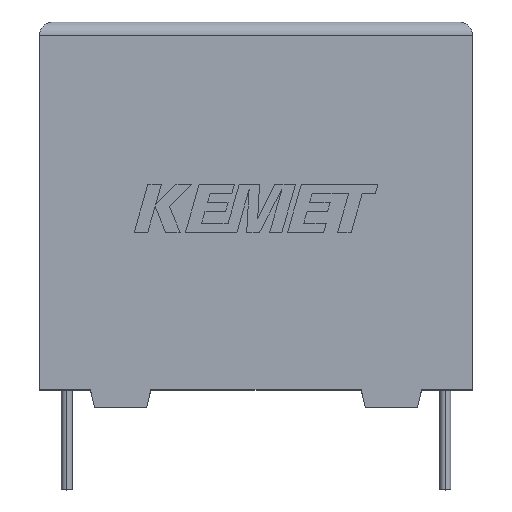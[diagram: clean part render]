
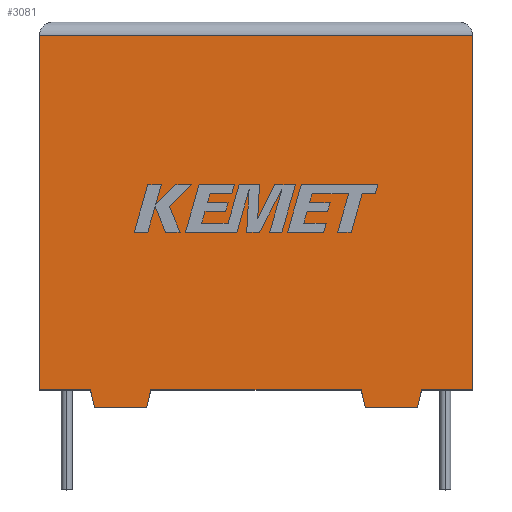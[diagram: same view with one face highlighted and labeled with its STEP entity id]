
A CAD part, top view. The second image highlights one B-rep face of the part: STEP entity #3081.
In plain terms, the highlighted planar face has unit normal (0, 0, 1).
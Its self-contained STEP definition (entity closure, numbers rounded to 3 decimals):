
#16 = CARTESIAN_POINT ( 'NONE',  ( 0., 0., 17.5 ) ) ;
#35 = VECTOR ( 'NONE', #588, 1000. ) ;
#82 = EDGE_CURVE ( 'NONE', #3098, #117, #1476, .T. ) ;
#85 = EDGE_CURVE ( 'NONE', #117, #1231, #2721, .T. ) ;
#114 = LINE ( 'NONE', #16, #630 ) ;
#117 = VERTEX_POINT ( 'NONE', #1352 ) ;
#139 = VECTOR ( 'NONE', #2766, 1000. ) ;
#147 = CARTESIAN_POINT ( 'NONE',  ( 3.72, 0., 17.5 ) ) ;
#192 = EDGE_CURVE ( 'NONE', #544, #3098, #2451, .T. ) ;
#199 = CARTESIAN_POINT ( 'NONE',  ( 27.48, -1.26, 17.5 ) ) ;
#258 = VECTOR ( 'NONE', #908, 1000. ) ;
#271 = ORIENTED_EDGE ( 'NONE', *, *, #85, .T. ) ;
#272 = DIRECTION ( 'NONE',  ( -0.232, -0.973, 0. ) ) ;
#287 = VERTEX_POINT ( 'NONE', #2499 ) ;
#294 = CARTESIAN_POINT ( 'NONE',  ( 27.78, 0., 17.5 ) ) ;
#322 = VECTOR ( 'NONE', #2722, 1000. ) ;
#337 = EDGE_CURVE ( 'NONE', #960, #2254, #3029, .T. ) ;
#397 = CARTESIAN_POINT ( 'NONE',  ( 31.5, 0., 17.5 ) ) ;
#429 = LINE ( 'NONE', #1726, #35 ) ;
#484 = ORIENTED_EDGE ( 'NONE', *, *, #337, .F. ) ;
#494 = DIRECTION ( 'NONE',  ( -1., 0., 0. ) ) ;
#500 = VECTOR ( 'NONE', #1160, 1000. ) ;
#513 = VERTEX_POINT ( 'NONE', #610 ) ;
#515 = CARTESIAN_POINT ( 'NONE',  ( 0., 25.731, 17.5 ) ) ;
#522 = LINE ( 'NONE', #1230, #877 ) ;
#539 = CARTESIAN_POINT ( 'NONE',  ( 7.806, -1.26, 17.5 ) ) ;
#544 = VERTEX_POINT ( 'NONE', #2382 ) ;
#558 = DIRECTION ( 'NONE',  ( 0.232, 0.973, 0. ) ) ;
#568 = AXIS2_PLACEMENT_3D ( 'NONE', #3187, #1217, #1684 ) ;
#588 = DIRECTION ( 'NONE',  ( 1., 0., 0. ) ) ;
#600 = VERTEX_POINT ( 'NONE', #1605 ) ;
#610 = CARTESIAN_POINT ( 'NONE',  ( 0., 25.731, 17.5 ) ) ;
#630 = VECTOR ( 'NONE', #814, 1000. ) ;
#692 = EDGE_CURVE ( 'NONE', #2254, #600, #1154, .T. ) ;
#713 = ORIENTED_EDGE ( 'NONE', *, *, #1513, .T. ) ;
#814 = DIRECTION ( 'NONE',  ( 1., 0., 0. ) ) ;
#820 = CARTESIAN_POINT ( 'NONE',  ( 4.02, -1.26, 17.5 ) ) ;
#877 = VECTOR ( 'NONE', #1216, 1000. ) ;
#887 = VECTOR ( 'NONE', #272, 1000. ) ;
#908 = DIRECTION ( 'NONE',  ( 0., 1., 0. ) ) ;
#960 = VERTEX_POINT ( 'NONE', #199 ) ;
#1029 = VERTEX_POINT ( 'NONE', #1484 ) ;
#1034 = CARTESIAN_POINT ( 'NONE',  ( 27.48, -1.26, 17.5 ) ) ;
#1043 = EDGE_CURVE ( 'NONE', #2215, #513, #3140, .T. ) ;
#1101 = ORIENTED_EDGE ( 'NONE', *, *, #82, .T. ) ;
#1154 = LINE ( 'NONE', #1917, #2151 ) ;
#1159 = EDGE_CURVE ( 'NONE', #287, #544, #114, .T. ) ;
#1160 = DIRECTION ( 'NONE',  ( 0.232, -0.973, 0. ) ) ;
#1216 = DIRECTION ( 'NONE',  ( 0., -1., 0. ) ) ;
#1217 = DIRECTION ( 'NONE',  ( 0., 0., -1. ) ) ;
#1230 = CARTESIAN_POINT ( 'NONE',  ( 0., 0., 17.5 ) ) ;
#1231 = VERTEX_POINT ( 'NONE', #1595 ) ;
#1315 = ORIENTED_EDGE ( 'NONE', *, *, #2139, .T. ) ;
#1325 = VECTOR ( 'NONE', #3049, 1000. ) ;
#1352 = CARTESIAN_POINT ( 'NONE',  ( 7.806, -1.26, 17.5 ) ) ;
#1385 = ORIENTED_EDGE ( 'NONE', *, *, #2266, .F. ) ;
#1405 = PLANE ( 'NONE',  #568 ) ;
#1476 = LINE ( 'NONE', #820, #139 ) ;
#1480 = ORIENTED_EDGE ( 'NONE', *, *, #1825, .T. ) ;
#1484 = CARTESIAN_POINT ( 'NONE',  ( 31.5, 0., 17.5 ) ) ;
#1496 = CARTESIAN_POINT ( 'NONE',  ( 0., 0., 17.5 ) ) ;
#1513 = EDGE_CURVE ( 'NONE', #1231, #600, #1847, .T. ) ;
#1541 = LINE ( 'NONE', #294, #887 ) ;
#1595 = CARTESIAN_POINT ( 'NONE',  ( 8.106, 0., 17.5 ) ) ;
#1605 = CARTESIAN_POINT ( 'NONE',  ( 23.394, 0., 17.5 ) ) ;
#1645 = DIRECTION ( 'NONE',  ( -0.232, 0.973, 0. ) ) ;
#1684 = DIRECTION ( 'NONE',  ( -1., 0., 0. ) ) ;
#1726 = CARTESIAN_POINT ( 'NONE',  ( 0., 0., 17.5 ) ) ;
#1793 = CARTESIAN_POINT ( 'NONE',  ( 23.694, -1.26, 17.5 ) ) ;
#1808 = FACE_OUTER_BOUND ( 'NONE', #2878, .T. ) ;
#1825 = EDGE_CURVE ( 'NONE', #1029, #2215, #2713, .T. ) ;
#1847 = LINE ( 'NONE', #1496, #1325 ) ;
#1881 = CARTESIAN_POINT ( 'NONE',  ( 27.78, 0., 17.5 ) ) ;
#1917 = CARTESIAN_POINT ( 'NONE',  ( 23.694, -1.26, 17.5 ) ) ;
#1932 = VECTOR ( 'NONE', #494, 1000. ) ;
#2048 = VECTOR ( 'NONE', #558, 1000. ) ;
#2104 = ORIENTED_EDGE ( 'NONE', *, *, #2595, .T. ) ;
#2139 = EDGE_CURVE ( 'NONE', #3036, #1029, #429, .T. ) ;
#2151 = VECTOR ( 'NONE', #1645, 1000. ) ;
#2215 = VERTEX_POINT ( 'NONE', #2767 ) ;
#2254 = VERTEX_POINT ( 'NONE', #1793 ) ;
#2266 = EDGE_CURVE ( 'NONE', #3036, #960, #1541, .T. ) ;
#2382 = CARTESIAN_POINT ( 'NONE',  ( 3.72, 0., 17.5 ) ) ;
#2411 = ORIENTED_EDGE ( 'NONE', *, *, #1043, .T. ) ;
#2451 = LINE ( 'NONE', #147, #500 ) ;
#2499 = CARTESIAN_POINT ( 'NONE',  ( 0., 0., 17.5 ) ) ;
#2595 = EDGE_CURVE ( 'NONE', #513, #287, #522, .T. ) ;
#2713 = LINE ( 'NONE', #397, #258 ) ;
#2721 = LINE ( 'NONE', #539, #2048 ) ;
#2722 = DIRECTION ( 'NONE',  ( -1., 0., 0. ) ) ;
#2766 = DIRECTION ( 'NONE',  ( 1., 0., 0. ) ) ;
#2767 = CARTESIAN_POINT ( 'NONE',  ( 31.5, 25.731, 17.5 ) ) ;
#2846 = ORIENTED_EDGE ( 'NONE', *, *, #192, .T. ) ;
#2878 = EDGE_LOOP ( 'NONE', ( #1480, #2411, #2104, #3122, #2846, #1101, #271, #713, #3119, #484, #1385, #1315 ) ) ;
#2949 = CARTESIAN_POINT ( 'NONE',  ( 4.02, -1.26, 17.5 ) ) ;
#3029 = LINE ( 'NONE', #1034, #1932 ) ;
#3036 = VERTEX_POINT ( 'NONE', #1881 ) ;
#3049 = DIRECTION ( 'NONE',  ( 1., 0., 0. ) ) ;
#3081 = ADVANCED_FACE ( 'NONE', ( #1808 ), #1405, .F. ) ;
#3098 = VERTEX_POINT ( 'NONE', #2949 ) ;
#3119 = ORIENTED_EDGE ( 'NONE', *, *, #692, .F. ) ;
#3122 = ORIENTED_EDGE ( 'NONE', *, *, #1159, .T. ) ;
#3140 = LINE ( 'NONE', #515, #322 ) ;
#3187 = CARTESIAN_POINT ( 'NONE',  ( 0., 0., 17.5 ) ) ;
